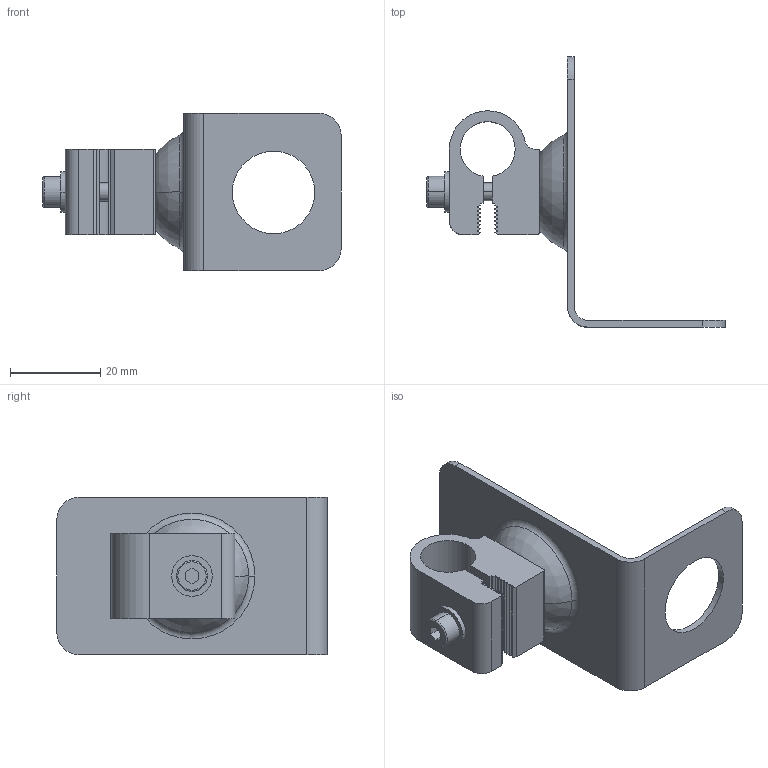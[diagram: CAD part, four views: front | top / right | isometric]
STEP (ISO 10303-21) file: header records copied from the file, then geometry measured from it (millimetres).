
FILE_DESCRIPTION((''),'2;1');
FILE_NAME('DBCAD6112_OMH-04','2018-12-19T',('cmozuch'),(''),'PRO/ENGINEER BY PARAMETRIC TECHNOLOGY CORPORATION, 2015440','PRO/ENGINEER BY PARAMETRIC TECHNOLOGY CORPORATION, 2015440','');
FILE_SCHEMA(('CONFIG_CONTROL_DESIGN'));
Length unit declared in the file: millimetre
Products named in the file (1): DBCAD6112_OMH-04
Bounding box: 66.2 x 60 x 35 mm (x, y, z)
Volume: 11553.1 mm3; surface area: 11021.6 mm2
Topology: 1 solids, 1 shells, 126 faces, 328 edges, 214 vertices
Faces by surface type: plane 65, cylinder 43, sphere 8, torus 6, cone 4
Entity records: 4780 total; most frequent: DIRECTION 702, CARTESIAN_POINT 668, ORIENTED_EDGE 656, EDGE_CURVE 328, AXIS2_PLACEMENT_3D 248, VERTEX_POINT 214, VECTOR 206, LINE 206
